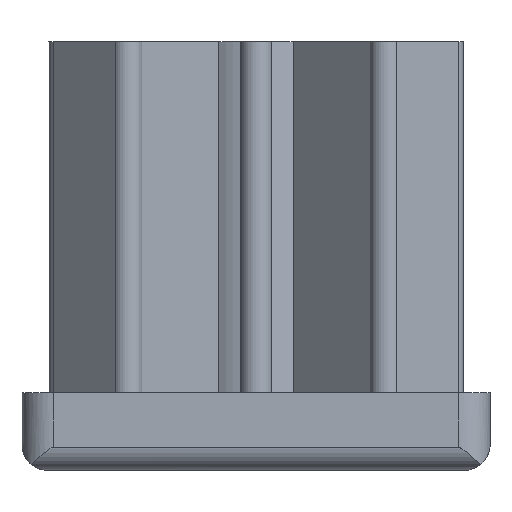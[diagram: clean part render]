
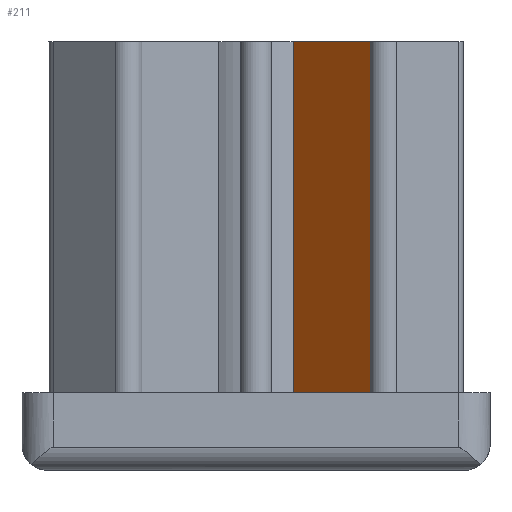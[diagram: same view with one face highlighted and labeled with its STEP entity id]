
A CAD part, left-side view. The second image highlights one B-rep face of the part: STEP entity #211.
In plain terms, the highlighted planar face has unit normal (-0.707, 0.707, 0).
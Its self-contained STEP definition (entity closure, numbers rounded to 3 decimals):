
#211 = ADVANCED_FACE( '', ( #429 ), #430, .F. );
#429 = FACE_OUTER_BOUND( '', #644, .T. );
#430 = PLANE( '', #645 );
#644 = EDGE_LOOP( '', ( #1248, #1249, #1250, #1251 ) );
#645 = AXIS2_PLACEMENT_3D( '', #1252, #1253, #1254 );
#1248 = ORIENTED_EDGE( '', *, *, #1543, .T. );
#1249 = ORIENTED_EDGE( '', *, *, #1521, .T. );
#1250 = ORIENTED_EDGE( '', *, *, #1316, .F. );
#1251 = ORIENTED_EDGE( '', *, *, #1438, .F. );
#1252 = CARTESIAN_POINT( '', ( -7.619, -4.791, 55. ) );
#1253 = DIRECTION( '', ( 0.707, -0.707, 0. ) );
#1254 = DIRECTION( '', ( 0.707, 0.707, 0. ) );
#1316 = EDGE_CURVE( '', #1578, #1579, #1580, .T. );
#1438 = EDGE_CURVE( '', #1782, #1578, #1784, .T. );
#1521 = EDGE_CURVE( '', #1894, #1579, #1895, .T. );
#1543 = EDGE_CURVE( '', #1782, #1894, #1920, .T. );
#1578 = VERTEX_POINT( '', #2011 );
#1579 = VERTEX_POINT( '', #2012 );
#1580 = LINE( '', #2013, #2014 );
#1782 = VERTEX_POINT( '', #2355 );
#1784 = LINE( '', #2357, #2358 );
#1894 = VERTEX_POINT( '', #2521 );
#1895 = LINE( '', #2522, #2523 );
#1920 = LINE( '', #2570, #2571 );
#2011 = CARTESIAN_POINT( '', ( -20.586, -17.757, 55. ) );
#2012 = CARTESIAN_POINT( '', ( -20.586, -17.757, 10. ) );
#2013 = CARTESIAN_POINT( '', ( -20.586, -17.757, 55. ) );
#2014 = VECTOR( '', #2595, 1000. );
#2355 = CARTESIAN_POINT( '', ( -7.619, -4.791, 55. ) );
#2357 = CARTESIAN_POINT( '', ( -7.619, -4.791, 55. ) );
#2358 = VECTOR( '', #2751, 1000. );
#2521 = CARTESIAN_POINT( '', ( -7.619, -4.791, 10. ) );
#2522 = CARTESIAN_POINT( '', ( -7.619, -4.791, 10. ) );
#2523 = VECTOR( '', #2831, 1000. );
#2570 = CARTESIAN_POINT( '', ( -7.619, -4.791, 55. ) );
#2571 = VECTOR( '', #2853, 1000. );
#2595 = DIRECTION( '', ( 0., 0., -1. ) );
#2751 = DIRECTION( '', ( -0.707, -0.707, 0. ) );
#2831 = DIRECTION( '', ( -0.707, -0.707, 0. ) );
#2853 = DIRECTION( '', ( 0., 0., -1. ) );
